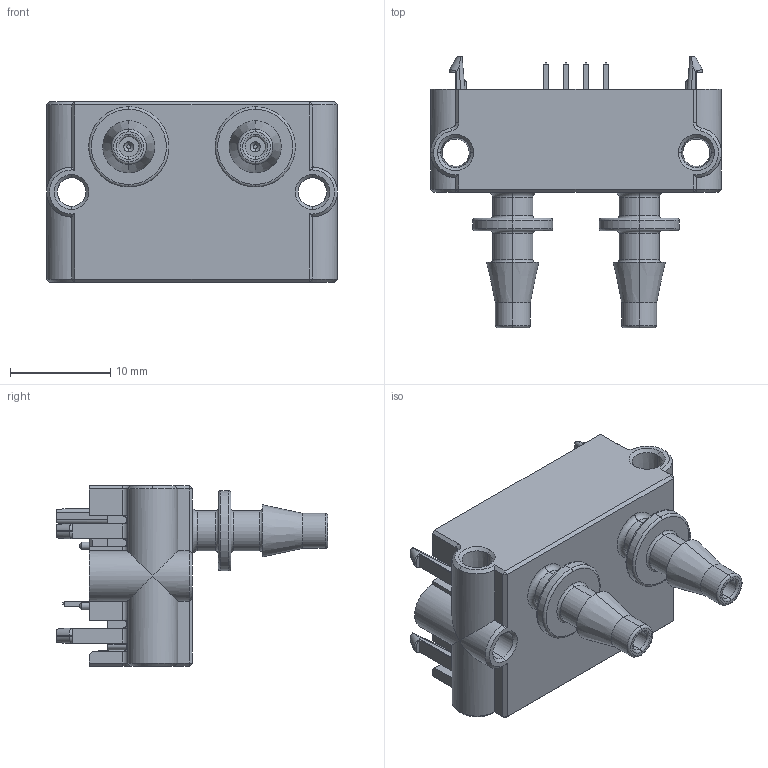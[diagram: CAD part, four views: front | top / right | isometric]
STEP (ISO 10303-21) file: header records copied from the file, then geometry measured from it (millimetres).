
FILE_DESCRIPTION (( 'STEP AP203' ), '1' );
FILE_NAME ('122742-_Publikationsmodell SDP 810.step', '2017-03-01T08:43:02', ( 'IT' ), ( '' ), 'SwSTEP 2.0', 'SolidWorks 2015', '' );
FILE_SCHEMA (( 'CONFIG_CONTROL_DESIGN' ));
Length unit declared in the file: millimetre
Products named in the file (1): 122742-_Publikationsmodell SDP 810
Bounding box: 29 x 27.05 x 17.95 mm (x, y, z)
Volume: 3691.6 mm3; surface area: 3669.3 mm2
Topology: 1 solids, 1 shells, 767 faces, 1895 edges, 1158 vertices
Faces by surface type: plane 391, cylinder 164, bspline 94, torus 60, cone 58
Entity records: 26984 total; most frequent: CARTESIAN_POINT 9518, ORIENTED_EDGE 3790, DIRECTION 3346, EDGE_CURVE 1895, VERTEX_POINT 1158, VECTOR 1150, LINE 1150, AXIS2_PLACEMENT_3D 1098
